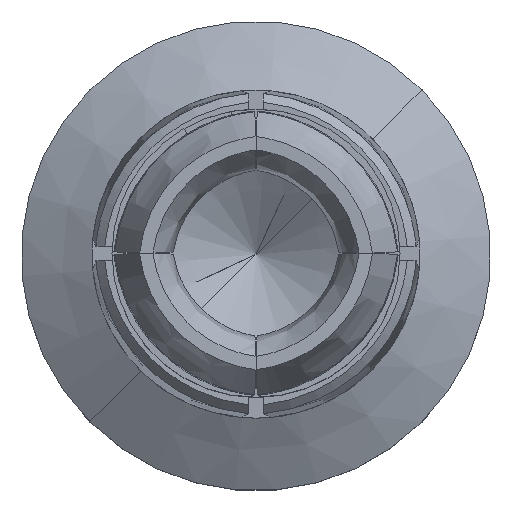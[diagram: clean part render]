
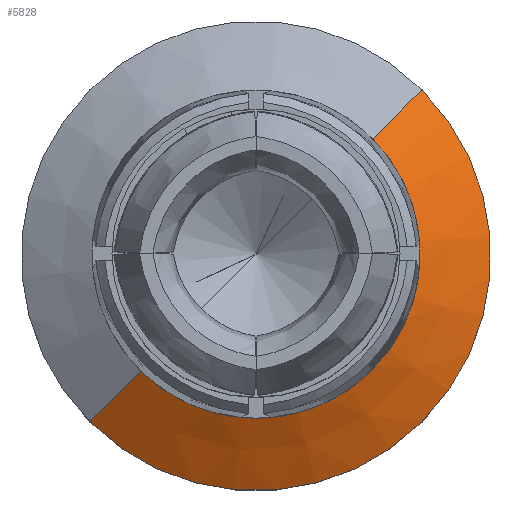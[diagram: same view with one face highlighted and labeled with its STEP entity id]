
A CAD part, top view. The second image highlights one B-rep face of the part: STEP entity #5828.
In plain terms, the highlighted conical face has half-angle 61 degrees and reference radius 2.2 mm.
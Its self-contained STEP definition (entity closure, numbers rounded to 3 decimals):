
#2020=CARTESIAN_POINT('',(0.,0.,-10.401));
#2021=DIRECTION('',(0.,0.,-1.));
#2022=DIRECTION('',(0.707,0.707,0.));
#2023=AXIS2_PLACEMENT_3D('',#2020,#2021,#2022);
#2040=CARTESIAN_POINT('',(0.,0.,-10.9));
#2041=DIRECTION('',(0.,0.,-1.));
#2042=DIRECTION('',(0.707,0.707,0.));
#2043=AXIS2_PLACEMENT_3D('',#2040,#2041,#2042);
#2045=DIRECTION('',(0.618,0.618,0.485));
#2046=VECTOR('',#2045,1.029);
#2047=CARTESIAN_POINT('',(-1.874,-1.874,-10.9));
#2048=LINE('',#2047,#2046);
#2054=DIRECTION('',(-0.618,-0.618,0.485));
#2055=VECTOR('',#2054,1.029);
#2056=CARTESIAN_POINT('',(1.874,1.874,-10.9));
#2057=LINE('',#2056,#2055);
#2455=CARTESIAN_POINT('',(1.874,1.874,-10.9));
#2456=CARTESIAN_POINT('',(-1.874,-1.874,-10.9));
#2457=VERTEX_POINT('',#2455);
#2458=VERTEX_POINT('',#2456);
#2503=CARTESIAN_POINT('',(1.237,1.237,-10.401));
#2504=CARTESIAN_POINT('',(-1.237,-1.237,
-10.401));
#2505=VERTEX_POINT('',#2503);
#2506=VERTEX_POINT('',#2504);
#5814=CARTESIAN_POINT('',(0.,0.,-10.651));
#5815=DIRECTION('',(0.,0.,-1.));
#5816=DIRECTION('',(-0.707,-0.707,0.));
#5817=AXIS2_PLACEMENT_3D('',#5814,#5815,#5816);
#5818=CONICAL_SURFACE('',#5817,2.2,61.);
#5819=ORIENTED_EDGE('',*,*,#5803,.F.);
#5821=ORIENTED_EDGE('',*,*,#5820,.F.);
#5823=ORIENTED_EDGE('',*,*,#5822,.T.);
#5825=ORIENTED_EDGE('',*,*,#5824,.T.);
#5826=EDGE_LOOP('',(#5819,#5821,#5823,#5825));
#5827=FACE_OUTER_BOUND('',#5826,.F.);
#2024=CIRCLE('',#2023,1.75);
#2044=CIRCLE('',#2043,2.65);
#5803=EDGE_CURVE('',#2505,#2506,#2024,.T.);
#5820=EDGE_CURVE('',#2457,#2505,#2057,.T.);
#5822=EDGE_CURVE('',#2457,#2458,#2044,.T.);
#5824=EDGE_CURVE('',#2458,#2506,#2048,.T.);
#5828=ADVANCED_FACE('',(#5827),#5818,.T.);
